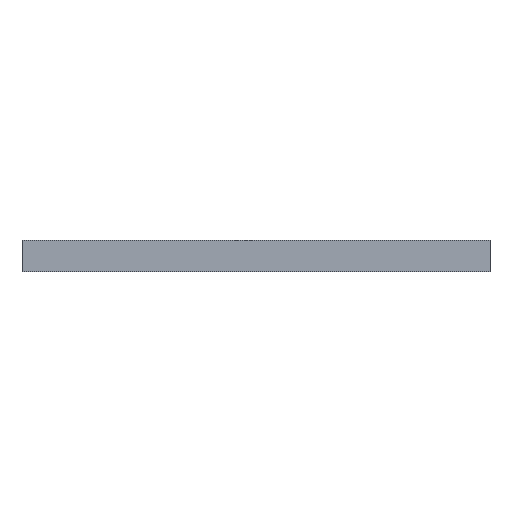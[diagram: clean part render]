
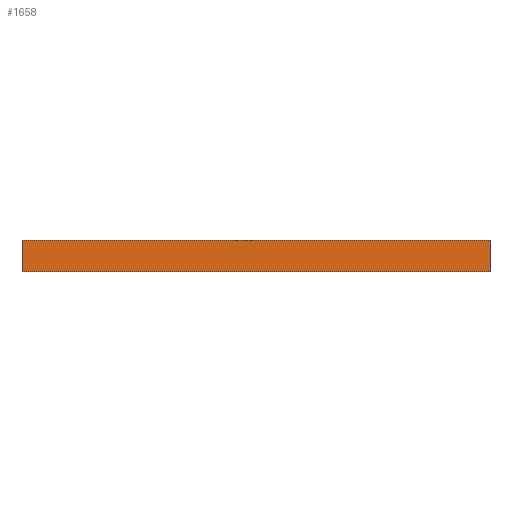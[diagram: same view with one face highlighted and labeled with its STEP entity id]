
A CAD part, front view. The second image highlights one B-rep face of the part: STEP entity #1658.
In plain terms, the highlighted planar face has unit normal (0, -1, 0).
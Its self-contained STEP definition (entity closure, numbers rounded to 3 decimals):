
#1602=CARTESIAN_POINT('',(518.861,129.037,20.0));
#1603=VERTEX_POINT('',#1602);
#1610=CARTESIAN_POINT('',(518.861,129.037,0.0));
#1611=VERTEX_POINT('',#1610);
#1612=CARTESIAN_POINT('',(518.861,129.037,0.0));
#1613=DIRECTION('',(0.0,0.0,1.0));
#1614=VECTOR('',#1613,20.0);
#1615=LINE('',#1612,#1614);
#1616=EDGE_CURVE('',#1611,#1603,#1615,.T.);
#1628=CARTESIAN_POINT('',(518.861,129.037,0.0));
#1629=DIRECTION('',(0.0,-1.0,0.0));
#1630=DIRECTION('',(0.0,0.0,-1.0));
#1631=AXIS2_PLACEMENT_3D('',#1628,#1629,#1630);
#1632=PLANE('',#1631);
#1633=CARTESIAN_POINT('',(218.861,129.037,20.0));
#1634=VERTEX_POINT('',#1633);
#1635=CARTESIAN_POINT('',(518.861,129.037,20.0));
#1636=DIRECTION('',(-1.0,0.0,0.0));
#1637=VECTOR('',#1636,300.0);
#1638=LINE('',#1635,#1637);
#1639=EDGE_CURVE('',#1603,#1634,#1638,.T.);
#1640=ORIENTED_EDGE('',*,*,#1639,.T.);
#1641=CARTESIAN_POINT('',(218.861,129.037,0.0));
#1642=VERTEX_POINT('',#1641);
#1643=CARTESIAN_POINT('',(218.861,129.037,0.0));
#1644=DIRECTION('',(0.0,0.0,1.0));
#1645=VECTOR('',#1644,20.0);
#1646=LINE('',#1643,#1645);
#1647=EDGE_CURVE('',#1642,#1634,#1646,.T.);
#1648=ORIENTED_EDGE('',*,*,#1647,.F.);
#1649=CARTESIAN_POINT('',(518.861,129.037,0.0));
#1650=DIRECTION('',(-1.0,0.0,0.0));
#1651=VECTOR('',#1650,300.0);
#1652=LINE('',#1649,#1651);
#1653=EDGE_CURVE('',#1611,#1642,#1652,.T.);
#1654=ORIENTED_EDGE('',*,*,#1653,.F.);
#1655=ORIENTED_EDGE('',*,*,#1616,.T.);
#1656=EDGE_LOOP('',(#1640,#1648,#1654,#1655));
#1657=FACE_OUTER_BOUND('',#1656,.T.);
#1658=ADVANCED_FACE('',(#1657),#1632,.T.);
